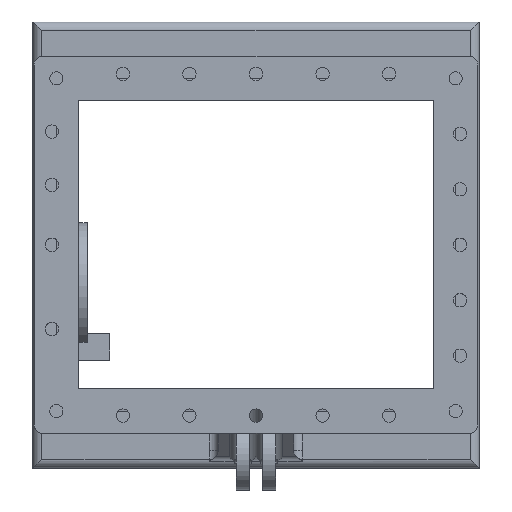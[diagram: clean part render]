
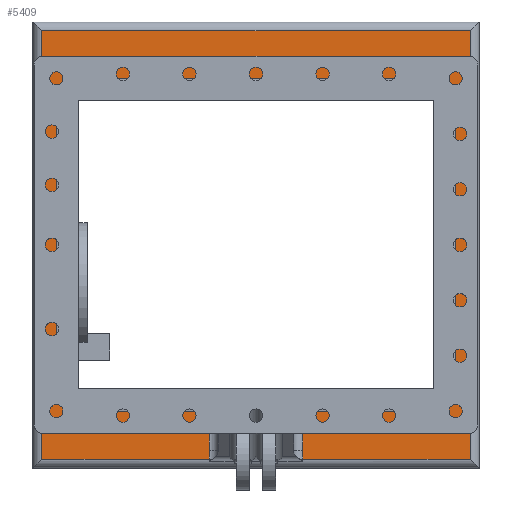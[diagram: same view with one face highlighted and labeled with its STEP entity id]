
A CAD part, top view. The second image highlights one B-rep face of the part: STEP entity #5409.
In plain terms, the highlighted planar face has unit normal (0, 0, 1).
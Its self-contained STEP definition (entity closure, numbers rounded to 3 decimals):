
#192=PLANE('',#5779);
#422=FACE_OUTER_BOUND('',#715,.T.);
#715=EDGE_LOOP('',(#3980,#3981,#3982,#3983,#3984,#3985,#3986,#3987,#3988,
#3989,#3990,#3991,#3992,#3993,#3994,#3995,#3996,#3997));
#1041=CIRCLE('',#5720,4.);
#1045=CIRCLE('',#5725,4.);
#1052=CIRCLE('',#5734,4.);
#1058=CIRCLE('',#5741,4.);
#1198=LINE('',#8086,#1776);
#1201=LINE('',#8142,#1779);
#1203=LINE('',#8145,#1781);
#1207=LINE('',#8276,#1785);
#1210=LINE('',#8282,#1788);
#1214=LINE('',#8354,#1792);
#1217=LINE('',#8418,#1795);
#1219=LINE('',#8423,#1797);
#1220=LINE('',#8446,#1798);
#1233=LINE('',#8478,#1811);
#1234=LINE('',#8480,#1812);
#1235=LINE('',#8482,#1813);
#1236=LINE('',#8484,#1814);
#1237=LINE('',#8485,#1815);
#1776=VECTOR('',#6311,10.);
#1779=VECTOR('',#6364,10.);
#1781=VECTOR('',#6368,10.);
#1785=VECTOR('',#6390,10.);
#1788=VECTOR('',#6397,10.);
#1792=VECTOR('',#6413,10.);
#1795=VECTOR('',#6426,10.);
#1797=VECTOR('',#6432,10.);
#1798=VECTOR('',#6443,10.);
#1811=VECTOR('',#6468,10.);
#1812=VECTOR('',#6469,10.);
#1813=VECTOR('',#6470,10.);
#1814=VECTOR('',#6471,10.);
#1815=VECTOR('',#6472,10.);
#2416=VERTEX_POINT('',#8080);
#2417=VERTEX_POINT('',#8084);
#2418=VERTEX_POINT('',#8089);
#2419=VERTEX_POINT('',#8090);
#2421=VERTEX_POINT('',#8097);
#2422=VERTEX_POINT('',#8098);
#2426=VERTEX_POINT('',#8108);
#2427=VERTEX_POINT('',#8112);
#2428=VERTEX_POINT('',#8113);
#2432=VERTEX_POINT('',#8123);
#2433=VERTEX_POINT('',#8125);
#2447=VERTEX_POINT('',#8279);
#2459=VERTEX_POINT('',#8422);
#2462=VERTEX_POINT('',#8444);
#2475=VERTEX_POINT('',#8477);
#2476=VERTEX_POINT('',#8479);
#2477=VERTEX_POINT('',#8481);
#2478=VERTEX_POINT('',#8483);
#2984=EDGE_CURVE('',#2417,#2416,#1198,.T.);
#2986=EDGE_CURVE('',#2418,#2419,#1041,.T.);
#2990=EDGE_CURVE('',#2421,#2422,#1045,.T.);
#2997=EDGE_CURVE('',#2427,#2428,#1052,.T.);
#3003=EDGE_CURVE('',#2432,#2433,#1058,.T.);
#3007=EDGE_CURVE('',#2428,#2432,#1201,.T.);
#3009=EDGE_CURVE('',#2433,#2426,#1203,.T.);
#3025=EDGE_CURVE('',#2422,#2427,#1207,.T.);
#3029=EDGE_CURVE('',#2426,#2447,#1210,.T.);
#3039=EDGE_CURVE('',#2419,#2421,#1214,.T.);
#3048=EDGE_CURVE('',#2416,#2418,#1217,.T.);
#3050=EDGE_CURVE('',#2447,#2459,#1219,.T.);
#3056=EDGE_CURVE('',#2462,#2417,#1220,.T.);
#3071=EDGE_CURVE('',#2475,#2462,#1233,.T.);
#3072=EDGE_CURVE('',#2476,#2475,#1234,.T.);
#3073=EDGE_CURVE('',#2477,#2476,#1235,.T.);
#3074=EDGE_CURVE('',#2478,#2477,#1236,.T.);
#3075=EDGE_CURVE('',#2459,#2478,#1237,.T.);
#3980=ORIENTED_EDGE('',*,*,#3050,.F.);
#3981=ORIENTED_EDGE('',*,*,#3029,.F.);
#3982=ORIENTED_EDGE('',*,*,#3009,.F.);
#3983=ORIENTED_EDGE('',*,*,#3003,.F.);
#3984=ORIENTED_EDGE('',*,*,#3007,.F.);
#3985=ORIENTED_EDGE('',*,*,#2997,.F.);
#3986=ORIENTED_EDGE('',*,*,#3025,.F.);
#3987=ORIENTED_EDGE('',*,*,#2990,.F.);
#3988=ORIENTED_EDGE('',*,*,#3039,.F.);
#3989=ORIENTED_EDGE('',*,*,#2986,.F.);
#3990=ORIENTED_EDGE('',*,*,#3048,.F.);
#3991=ORIENTED_EDGE('',*,*,#2984,.F.);
#3992=ORIENTED_EDGE('',*,*,#3056,.F.);
#3993=ORIENTED_EDGE('',*,*,#3071,.F.);
#3994=ORIENTED_EDGE('',*,*,#3072,.F.);
#3995=ORIENTED_EDGE('',*,*,#3073,.F.);
#3996=ORIENTED_EDGE('',*,*,#3074,.F.);
#3997=ORIENTED_EDGE('',*,*,#3075,.F.);
#5409=ADVANCED_FACE('',(#422),#192,.T.);
#5720=AXIS2_PLACEMENT_3D('',#8091,#6315,#6316);
#5725=AXIS2_PLACEMENT_3D('',#8099,#6325,#6326);
#5734=AXIS2_PLACEMENT_3D('',#8114,#6343,#6344);
#5741=AXIS2_PLACEMENT_3D('',#8126,#6357,#6358);
#5779=AXIS2_PLACEMENT_3D('',#8476,#6466,#6467);
#6311=DIRECTION('',(0.,1.,0.));
#6315=DIRECTION('center_axis',(0.,0.,1.));
#6316=DIRECTION('ref_axis',(0.707,-0.707,0.));
#6325=DIRECTION('center_axis',(0.,0.,1.));
#6326=DIRECTION('ref_axis',(0.707,0.707,0.));
#6343=DIRECTION('center_axis',(0.,0.,1.));
#6344=DIRECTION('ref_axis',(-0.707,0.707,0.));
#6357=DIRECTION('center_axis',(0.,0.,1.));
#6358=DIRECTION('ref_axis',(-0.707,-0.707,0.));
#6364=DIRECTION('',(0.,-1.,0.));
#6368=DIRECTION('',(1.,0.,0.));
#6390=DIRECTION('',(-1.,0.,0.));
#6397=DIRECTION('',(0.,-1.,0.));
#6413=DIRECTION('',(0.,1.,0.));
#6426=DIRECTION('',(1.,0.,0.));
#6432=DIRECTION('',(0.,-1.,0.));
#6443=DIRECTION('',(0.,1.,0.));
#6466=DIRECTION('center_axis',(0.,0.,1.));
#6467=DIRECTION('ref_axis',(1.,0.,0.));
#6468=DIRECTION('',(-1.,0.,0.));
#6469=DIRECTION('',(0.,-1.,0.));
#6470=DIRECTION('',(1.,0.,0.));
#6471=DIRECTION('',(0.,1.,0.));
#6472=DIRECTION('',(-1.,0.,0.));
#8080=CARTESIAN_POINT('',(10.5,-37.5,5.));
#8084=CARTESIAN_POINT('',(10.5,-46.228,5.));
#8086=CARTESIAN_POINT('',(10.5,-14.038,5.));
#8089=CARTESIAN_POINT('',(41.,-37.5,5.));
#8090=CARTESIAN_POINT('',(45.,-33.5,5.));
#8091=CARTESIAN_POINT('Origin',(41.,-33.5,5.));
#8097=CARTESIAN_POINT('',(45.,33.5,5.));
#8098=CARTESIAN_POINT('',(41.,37.5,5.));
#8099=CARTESIAN_POINT('Origin',(41.,33.5,5.));
#8108=CARTESIAN_POINT('',(-10.5,-37.5,5.));
#8112=CARTESIAN_POINT('',(-41.,37.5,5.));
#8113=CARTESIAN_POINT('',(-45.,33.5,5.));
#8114=CARTESIAN_POINT('Origin',(-41.,33.5,5.));
#8123=CARTESIAN_POINT('',(-45.,-33.5,5.));
#8125=CARTESIAN_POINT('',(-41.,-37.5,5.));
#8126=CARTESIAN_POINT('Origin',(-41.,-33.5,5.));
#8142=CARTESIAN_POINT('',(-45.,17.75,5.));
#8145=CARTESIAN_POINT('',(-21.5,-37.5,5.));
#8276=CARTESIAN_POINT('',(21.5,37.5,5.));
#8279=CARTESIAN_POINT('',(-10.5,-46.228,5.));
#8282=CARTESIAN_POINT('',(-10.5,-21.462,5.));
#8354=CARTESIAN_POINT('',(45.,-17.75,5.));
#8418=CARTESIAN_POINT('',(-21.5,-37.5,5.));
#8422=CARTESIAN_POINT('',(-10.5,-48.25,5.));
#8423=CARTESIAN_POINT('',(-10.5,-21.462,5.));
#8444=CARTESIAN_POINT('',(10.5,-48.25,5.));
#8446=CARTESIAN_POINT('',(10.5,-14.038,5.));
#8476=CARTESIAN_POINT('Origin',(0.,0.,5.));
#8477=CARTESIAN_POINT('',(48.25,-48.25,5.));
#8478=CARTESIAN_POINT('',(-25.125,-48.25,5.));
#8479=CARTESIAN_POINT('',(48.25,48.25,5.));
#8480=CARTESIAN_POINT('',(48.25,-25.125,5.));
#8481=CARTESIAN_POINT('',(-48.25,48.25,5.));
#8482=CARTESIAN_POINT('',(25.125,48.25,5.));
#8483=CARTESIAN_POINT('',(-48.25,-48.25,5.));
#8484=CARTESIAN_POINT('',(-48.25,25.125,5.));
#8485=CARTESIAN_POINT('',(-25.125,-48.25,5.));
